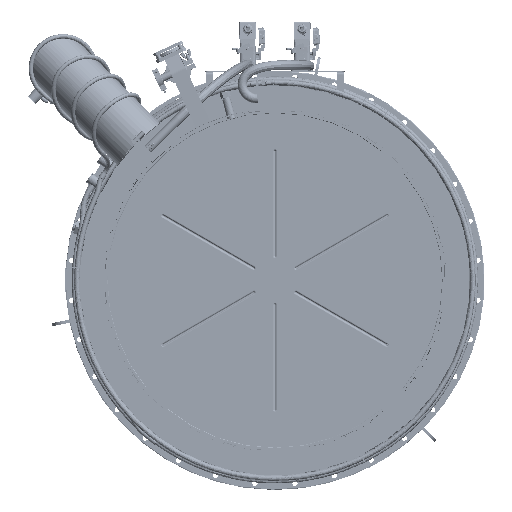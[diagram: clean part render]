
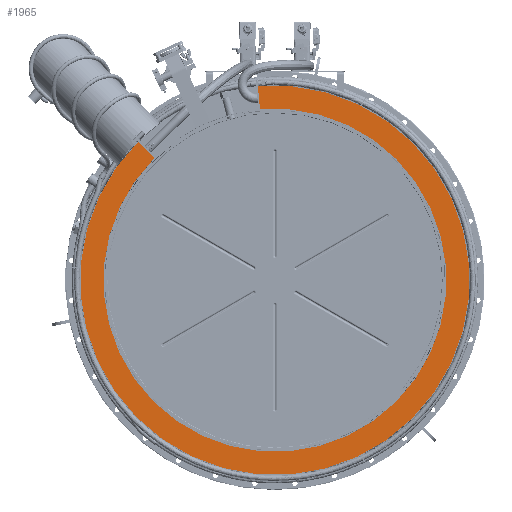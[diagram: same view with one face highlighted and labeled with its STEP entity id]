
A CAD part, front view. The second image highlights one B-rep face of the part: STEP entity #1965.
In plain terms, the highlighted planar face has unit normal (0, -1, 0).
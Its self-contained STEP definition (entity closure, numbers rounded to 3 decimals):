
#1965=ADVANCED_FACE('',(#30548),#30550,.F.);
#30548=FACE_BOUND('',#30549,.T.);
#30549=EDGE_LOOP('',(#85169,#85170,#85171,#85172));
#30550=PLANE('',#30551);
#30551=AXIS2_PLACEMENT_3D('',#30552,#30553,#30554);
#30552=CARTESIAN_POINT('',(0.,11.,0.));
#30553=DIRECTION('',(0.,1.,0.));
#30554=DIRECTION('',(0.908,0.,0.419));
#85169=ORIENTED_EDGE('',*,*,#95814,.T.);
#85170=ORIENTED_EDGE('',*,*,#95815,.T.);
#85171=ORIENTED_EDGE('',*,*,#95816,.T.);
#85172=ORIENTED_EDGE('',*,*,#95817,.F.);
#95814=EDGE_CURVE('',#108597,#108598,#108599,.T.);
#95815=EDGE_CURVE('',#108598,#108600,#108601,.T.);
#95816=EDGE_CURVE('',#108600,#108602,#108603,.T.);
#95817=EDGE_CURVE('',#108597,#108602,#108604,.T.);
#108597=VERTEX_POINT('',#182191);
#108598=VERTEX_POINT('',#182192);
#108599=CIRCLE('',#182193,520.);
#108600=VERTEX_POINT('',#182197);
#108601=LINE('',#182198,#182199);
#108602=VERTEX_POINT('',#182201);
#108603=CIRCLE('',#182202,458.);
#108604=LINE('',#182206,#182207);
#182191=CARTESIAN_POINT('',(-364.473,11.,370.89));
#182192=CARTESIAN_POINT('',(-45.321,11.,518.021));
#182193=AXIS2_PLACEMENT_3D('',#182194,#182195,#182196);
#182194=CARTESIAN_POINT('',(0.,11.,0.));
#182195=DIRECTION('',(0.,-1.,0.));
#182196=DIRECTION('',(-0.701,0.,0.713));
#182197=CARTESIAN_POINT('',(-39.917,11.,456.257));
#182198=CARTESIAN_POINT('',(-45.321,11.,518.021));
#182199=VECTOR('',#182200,1.);
#182200=DIRECTION('',(0.087,0.,-0.996));
#182201=CARTESIAN_POINT('',(-321.016,11.,326.669));
#182202=AXIS2_PLACEMENT_3D('',#182203,#182204,#182205);
#182203=CARTESIAN_POINT('',(0.,11.,0.));
#182204=DIRECTION('',(0.,1.,0.));
#182205=DIRECTION('',(-0.087,0.,0.996));
#182206=CARTESIAN_POINT('',(-364.473,11.,370.89));
#182207=VECTOR('',#182208,1.);
#182208=DIRECTION('',(0.701,0.,-0.713));
